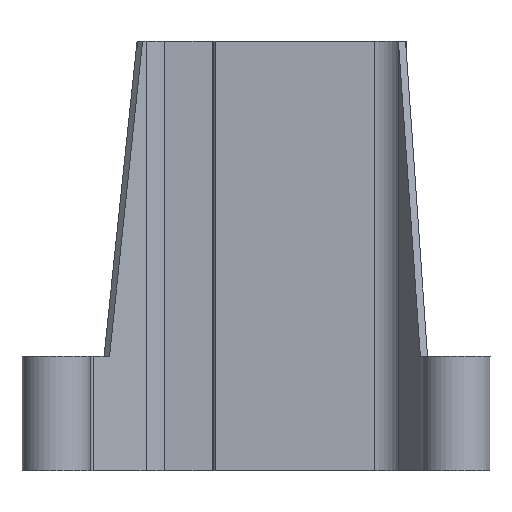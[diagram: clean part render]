
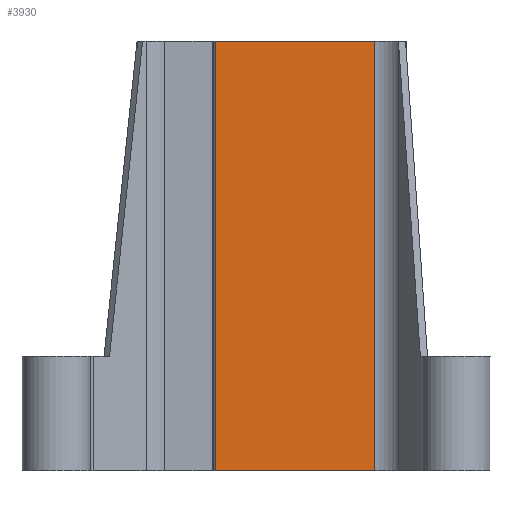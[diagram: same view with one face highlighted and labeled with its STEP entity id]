
A CAD part, left-side view. The second image highlights one B-rep face of the part: STEP entity #3930.
In plain terms, the highlighted planar face has unit normal (-1, 0, 0).
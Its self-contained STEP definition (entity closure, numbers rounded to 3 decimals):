
#911=CARTESIAN_POINT('',(-43.25,16.738,150.0));
#912=VERTEX_POINT('',#911);
#919=CARTESIAN_POINT('',(-43.25,-38.94,150.0));
#920=VERTEX_POINT('',#919);
#921=CARTESIAN_POINT('',(-43.25,-38.94,150.0));
#922=DIRECTION('',(0.0,1.0,0.0));
#923=VECTOR('',#922,55.679);
#924=LINE('',#921,#923);
#925=EDGE_CURVE('',#920,#912,#924,.T.);
#3888=CARTESIAN_POINT('',(-43.25,-38.94,0.0));
#3889=VERTEX_POINT('',#3888);
#3890=CARTESIAN_POINT('',(-43.25,-38.94,0.0));
#3891=DIRECTION('',(0.0,0.0,1.0));
#3892=VECTOR('',#3891,150.0);
#3893=LINE('',#3890,#3892);
#3894=EDGE_CURVE('',#3889,#920,#3893,.T.);
#3907=CARTESIAN_POINT('',(-43.25,-38.94,0.0));
#3908=DIRECTION('',(-1.0,0.0,0.0));
#3909=DIRECTION('',(0.0,0.0,1.0));
#3910=AXIS2_PLACEMENT_3D('',#3907,#3908,#3909);
#3911=PLANE('',#3910);
#3912=ORIENTED_EDGE('',*,*,#925,.T.);
#3913=CARTESIAN_POINT('',(-43.25,16.738,0.0));
#3914=VERTEX_POINT('',#3913);
#3915=CARTESIAN_POINT('',(-43.25,16.738,0.0));
#3916=DIRECTION('',(0.0,0.0,1.0));
#3917=VECTOR('',#3916,150.0);
#3918=LINE('',#3915,#3917);
#3919=EDGE_CURVE('',#3914,#912,#3918,.T.);
#3920=ORIENTED_EDGE('',*,*,#3919,.F.);
#3921=CARTESIAN_POINT('',(-43.25,-38.94,0.0));
#3922=DIRECTION('',(0.0,1.0,0.0));
#3923=VECTOR('',#3922,55.679);
#3924=LINE('',#3921,#3923);
#3925=EDGE_CURVE('',#3889,#3914,#3924,.T.);
#3926=ORIENTED_EDGE('',*,*,#3925,.F.);
#3927=ORIENTED_EDGE('',*,*,#3894,.T.);
#3928=EDGE_LOOP('',(#3912,#3920,#3926,#3927));
#3929=FACE_OUTER_BOUND('',#3928,.T.);
#3930=ADVANCED_FACE('',(#3929),#3911,.T.);
